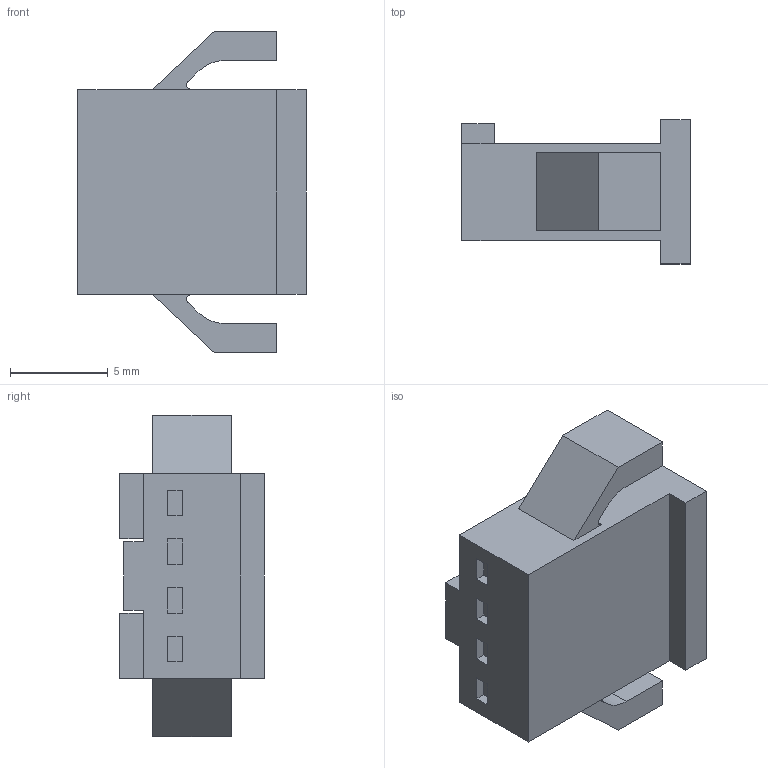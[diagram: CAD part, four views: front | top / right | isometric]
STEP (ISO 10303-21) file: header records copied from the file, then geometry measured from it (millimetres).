
FILE_DESCRIPTION (( 'STEP AP203' ), '1' );
FILE_NAME ('SMP-04V-BC.STEP', '2013-01-28T05:30:12', ( '8g-kikuta' ), ( 'Microsoft' ), 'SwSTEP 2.0', 'SolidWorks 2005235', '' );
FILE_SCHEMA (( 'CONFIG_CONTROL_DESIGN' ));
Length unit declared in the file: millimetre
Products named in the file (1): SMP-04V-BC
Bounding box: 11.7 x 7.4 x 16.5 mm (x, y, z)
Volume: 702.9 mm3; surface area: 691.8 mm2
Topology: 1 solids, 1 shells, 76 faces, 192 edges, 128 vertices
Faces by surface type: plane 72, cylinder 4
Entity records: 2321 total; most frequent: CARTESIAN_POINT 397, ORIENTED_EDGE 384, DIRECTION 354, EDGE_CURVE 192, VECTOR 184, LINE 184, VERTEX_POINT 128, EDGE_LOOP 86
